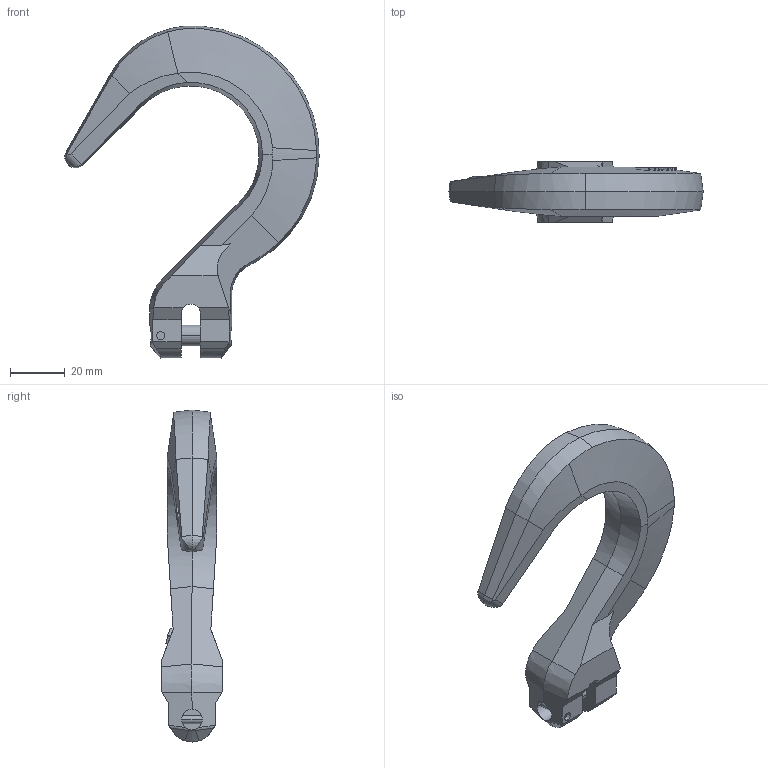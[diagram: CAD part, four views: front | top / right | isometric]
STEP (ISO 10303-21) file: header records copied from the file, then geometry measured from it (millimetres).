
FILE_DESCRIPTION((''),'2;1');
FILE_NAME('3VWH-6','2005-01-18T',('jakubetz'),(''),'PRO/ENGINEER BY PARAMETRIC TECHNOLOGY CORPORATION, 2001400','PRO/ENGINEER BY PARAMETRIC TECHNOLOGY CORPORATION, 2001400','');
FILE_SCHEMA(('CONFIG_CONTROL_DESIGN'));
Length unit declared in the file: millimetre
Products named in the file (1): 3VWH-6
Bounding box: 93 x 22 x 121.39 mm (x, y, z)
Volume: 59511 mm3; surface area: 15545.4 mm2
Topology: 2 solids, 2 shells, 227 faces, 624 edges, 407 vertices
Faces by surface type: plane 169, cylinder 27, cone 21, bspline 6, torus 4
Entity records: 7818 total; most frequent: CARTESIAN_POINT 2355, ORIENTED_EDGE 1248, DIRECTION 926, EDGE_CURVE 624, VERTEX_POINT 407, VECTOR 386, LINE 386, AXIS2_PLACEMENT_3D 270
